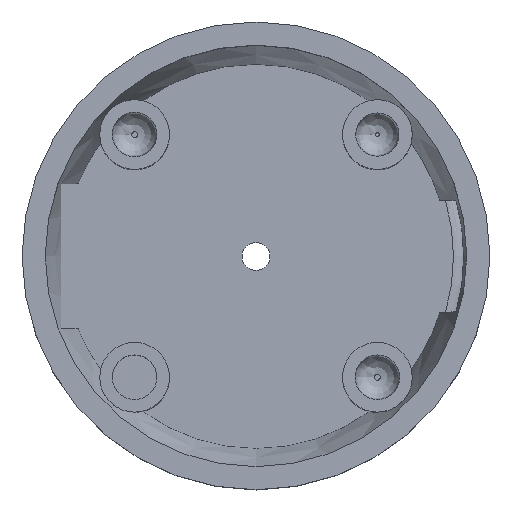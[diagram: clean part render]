
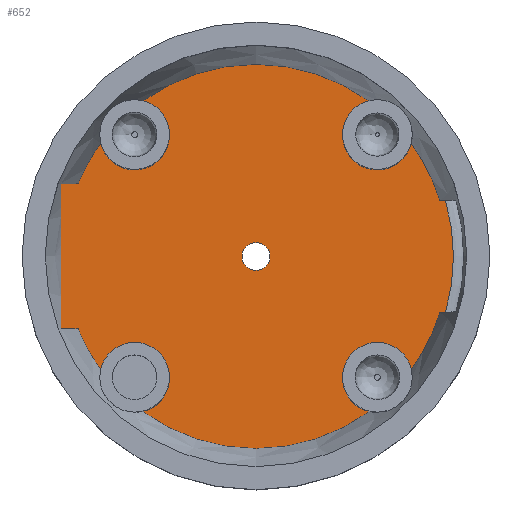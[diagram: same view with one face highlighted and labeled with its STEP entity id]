
A CAD part, top view. The second image highlights one B-rep face of the part: STEP entity #652.
In plain terms, the highlighted planar face has unit normal (0, 0.003, 1).
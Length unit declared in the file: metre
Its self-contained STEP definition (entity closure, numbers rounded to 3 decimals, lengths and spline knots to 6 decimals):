
#22=FACE_BOUND('',#118,.T.);
#43=PLANE('',#740);
#75=FACE_OUTER_BOUND('',#117,.T.);
#117=EDGE_LOOP('',(#552,#553,#554,#555,#556,#557,#558,#559,#560,#561,#562,
#563,#564,#565,#566,#567,#568,#569));
#118=EDGE_LOOP('',(#570));
#162=LINE('',#1146,#194);
#165=LINE('',#1188,#197);
#174=LINE('',#1260,#206);
#176=LINE('',#1264,#208);
#178=LINE('',#1267,#210);
#194=VECTOR('',#826,0.000507);
#197=VECTOR('',#831,0.000507);
#206=VECTOR('',#904,0.001568);
#208=VECTOR('',#908,0.001568);
#210=VECTOR('',#912,0.013208);
#215=CIRCLE('',#685,0.003175);
#217=CIRCLE('',#688,0.003175);
#219=CIRCLE('',#691,0.003175);
#220=CIRCLE('',#692,0.003175);
#222=CIRCLE('',#695,0.003175);
#223=CIRCLE('',#696,0.003175);
#224=CIRCLE('',#698,0.017506);
#227=CIRCLE('',#702,0.017506);
#243=CIRCLE('',#724,0.017506);
#244=CIRCLE('',#727,0.017506);
#245=CIRCLE('',#729,0.017506);
#246=CIRCLE('',#731,0.017506);
#248=CIRCLE('',#735,0.00127);
#249=CIRCLE('',#741,0.017992);
#266=VERTEX_POINT('',#1003);
#267=VERTEX_POINT('',#1005);
#272=VERTEX_POINT('',#1027);
#273=VERTEX_POINT('',#1029);
#276=VERTEX_POINT('',#1060);
#277=VERTEX_POINT('',#1062);
#280=VERTEX_POINT('',#1093);
#282=VERTEX_POINT('',#1099);
#283=VERTEX_POINT('',#1101);
#286=VERTEX_POINT('',#1132);
#288=VERTEX_POINT('',#1144);
#289=VERTEX_POINT('',#1145);
#296=VERTEX_POINT('',#1176);
#297=VERTEX_POINT('',#1187);
#311=VERTEX_POINT('',#1243);
#312=VERTEX_POINT('',#1247);
#314=VERTEX_POINT('',#1254);
#315=VERTEX_POINT('',#1259);
#316=VERTEX_POINT('',#1263);
#331=EDGE_CURVE('',#266,#267,#215,.T.);
#338=EDGE_CURVE('',#272,#273,#217,.T.);
#343=EDGE_CURVE('',#276,#277,#219,.T.);
#347=EDGE_CURVE('',#280,#276,#220,.T.);
#350=EDGE_CURVE('',#282,#283,#222,.T.);
#354=EDGE_CURVE('',#286,#282,#223,.T.);
#355=EDGE_CURVE('',#272,#267,#224,.T.);
#358=EDGE_CURVE('',#280,#283,#227,.T.);
#360=EDGE_CURVE('',#288,#289,#162,.T.);
#368=EDGE_CURVE('',#296,#297,#165,.T.);
#392=EDGE_CURVE('',#289,#273,#243,.T.);
#393=EDGE_CURVE('',#286,#297,#244,.T.);
#395=EDGE_CURVE('',#266,#311,#245,.T.);
#396=EDGE_CURVE('',#312,#277,#246,.T.);
#400=EDGE_CURVE('',#314,#314,#248,.T.);
#401=EDGE_CURVE('',#311,#315,#174,.T.);
#403=EDGE_CURVE('',#312,#316,#176,.T.);
#405=EDGE_CURVE('',#315,#316,#178,.T.);
#406=EDGE_CURVE('',#296,#288,#249,.T.);
#552=ORIENTED_EDGE('',*,*,#368,.F.);
#553=ORIENTED_EDGE('',*,*,#406,.T.);
#554=ORIENTED_EDGE('',*,*,#360,.T.);
#555=ORIENTED_EDGE('',*,*,#392,.T.);
#556=ORIENTED_EDGE('',*,*,#338,.F.);
#557=ORIENTED_EDGE('',*,*,#355,.T.);
#558=ORIENTED_EDGE('',*,*,#331,.F.);
#559=ORIENTED_EDGE('',*,*,#395,.T.);
#560=ORIENTED_EDGE('',*,*,#401,.T.);
#561=ORIENTED_EDGE('',*,*,#405,.T.);
#562=ORIENTED_EDGE('',*,*,#403,.F.);
#563=ORIENTED_EDGE('',*,*,#396,.T.);
#564=ORIENTED_EDGE('',*,*,#343,.F.);
#565=ORIENTED_EDGE('',*,*,#347,.F.);
#566=ORIENTED_EDGE('',*,*,#358,.T.);
#567=ORIENTED_EDGE('',*,*,#350,.F.);
#568=ORIENTED_EDGE('',*,*,#354,.F.);
#569=ORIENTED_EDGE('',*,*,#393,.T.);
#570=ORIENTED_EDGE('',*,*,#400,.F.);
#652=ADVANCED_FACE('',(#75,#22),#43,.T.);
#685=AXIS2_PLACEMENT_3D('',#1006,#776,#777);
#688=AXIS2_PLACEMENT_3D('',#1030,#785,#786);
#691=AXIS2_PLACEMENT_3D('',#1063,#793,#794);
#692=AXIS2_PLACEMENT_3D('',#1095,#797,#798);
#695=AXIS2_PLACEMENT_3D('',#1102,#804,#805);
#696=AXIS2_PLACEMENT_3D('',#1134,#808,#809);
#698=AXIS2_PLACEMENT_3D('',#1136,#812,#813);
#702=AXIS2_PLACEMENT_3D('',#1141,#820,#821);
#724=AXIS2_PLACEMENT_3D('',#1238,#873,#874);
#727=AXIS2_PLACEMENT_3D('',#1241,#879,#880);
#729=AXIS2_PLACEMENT_3D('',#1245,#884,#885);
#731=AXIS2_PLACEMENT_3D('',#1248,#888,#889);
#735=AXIS2_PLACEMENT_3D('',#1256,#898,#899);
#740=AXIS2_PLACEMENT_3D('',#1268,#913,#914);
#741=AXIS2_PLACEMENT_3D('',#1269,#915,#916);
#776=DIRECTION('center_axis',(0.,0.003,1.));
#777=DIRECTION('ref_axis',(0.,-1.,0.003));
#785=DIRECTION('center_axis',(0.,0.003,1.));
#786=DIRECTION('ref_axis',(0.,-1.,0.003));
#793=DIRECTION('center_axis',(0.,0.003,1.));
#794=DIRECTION('ref_axis',(0.,-1.,0.003));
#797=DIRECTION('center_axis',(0.,0.003,1.));
#798=DIRECTION('ref_axis',(0.,-1.,0.003));
#804=DIRECTION('center_axis',(0.,0.003,1.));
#805=DIRECTION('ref_axis',(0.,-1.,0.003));
#808=DIRECTION('center_axis',(0.,0.003,1.));
#809=DIRECTION('ref_axis',(0.,-1.,0.003));
#812=DIRECTION('center_axis',(0.,0.003,1.));
#813=DIRECTION('ref_axis',(0.,-1.,0.003));
#820=DIRECTION('center_axis',(0.,0.003,1.));
#821=DIRECTION('ref_axis',(0.,-1.,0.003));
#826=DIRECTION('',(-1.,0.,0.));
#831=DIRECTION('',(-1.,0.,0.));
#873=DIRECTION('center_axis',(0.,0.003,1.));
#874=DIRECTION('ref_axis',(0.,-1.,0.003));
#879=DIRECTION('center_axis',(0.,0.003,1.));
#880=DIRECTION('ref_axis',(0.,-1.,0.003));
#884=DIRECTION('center_axis',(0.,0.003,1.));
#885=DIRECTION('ref_axis',(0.,-1.,0.003));
#888=DIRECTION('center_axis',(0.,0.003,1.));
#889=DIRECTION('ref_axis',(0.,-1.,0.003));
#898=DIRECTION('center_axis',(0.,0.003,1.));
#899=DIRECTION('ref_axis',(0.,-1.,0.003));
#904=DIRECTION('',(-1.,0.,0.));
#908=DIRECTION('',(-1.,0.,0.));
#912=DIRECTION('',(0.,-1.,0.003));
#913=DIRECTION('center_axis',(0.,0.003,1.));
#914=DIRECTION('ref_axis',(1.,0.,0.));
#915=DIRECTION('center_axis',(0.,0.003,1.));
#916=DIRECTION('ref_axis',(0.,-1.,0.003));
#1003=CARTESIAN_POINT('',(-0.002715,0.010255,0.415858));
#1005=CARTESIAN_POINT('',(0.001116,0.014085,0.415845));
#1006=CARTESIAN_POINT('Origin',(0.000372,0.010999,
0.415855));
#1027=CARTESIAN_POINT('',(0.021744,0.014085,0.415845));
#1029=CARTESIAN_POINT('',(0.025575,0.010255,0.415858));
#1030=CARTESIAN_POINT('Origin',(0.022488,0.010999,0.415855));
#1060=CARTESIAN_POINT('',(0.000372,-0.007942,0.41592));
#1062=CARTESIAN_POINT('',(-0.002715,-0.010373,0.415929));
#1063=CARTESIAN_POINT('Origin',(0.000372,-0.011117,
0.415931));
#1093=CARTESIAN_POINT('',(0.001116,-0.014204,0.415942));
#1095=CARTESIAN_POINT('Origin',(0.000372,-0.011117,
0.415931));
#1099=CARTESIAN_POINT('',(0.022488,-0.007942,0.41592));
#1101=CARTESIAN_POINT('',(0.021744,-0.014204,0.415942));
#1102=CARTESIAN_POINT('Origin',(0.022488,-0.011117,
0.415931));
#1132=CARTESIAN_POINT('',(0.025575,-0.010373,0.415929));
#1134=CARTESIAN_POINT('Origin',(0.022488,-0.011117,
0.415931));
#1136=CARTESIAN_POINT('Origin',(0.01143,-0.000059,0.415893));
#1141=CARTESIAN_POINT('Origin',(0.01143,-0.000059,0.415893));
#1144=CARTESIAN_POINT('',(0.02869,0.005021,0.415876));
#1145=CARTESIAN_POINT('',(0.028182,0.005021,0.415876));
#1146=CARTESIAN_POINT('',(0.02869,0.005021,0.415876));
#1176=CARTESIAN_POINT('',(0.02869,-0.005139,0.415911));
#1187=CARTESIAN_POINT('',(0.028182,-0.005139,0.415911));
#1188=CARTESIAN_POINT('',(0.02869,-0.005139,0.415911));
#1238=CARTESIAN_POINT('Origin',(0.01143,-0.000059,0.415893));
#1241=CARTESIAN_POINT('Origin',(0.01143,-0.000059,0.415893));
#1243=CARTESIAN_POINT('',(-0.004782,0.006545,0.415871));
#1245=CARTESIAN_POINT('Origin',(0.01143,-0.000059,0.415893));
#1247=CARTESIAN_POINT('',(-0.004782,-0.006663,0.415916));
#1248=CARTESIAN_POINT('Origin',(0.01143,-0.000059,0.415893));
#1254=CARTESIAN_POINT('',(0.01143,0.001211,0.415889));
#1256=CARTESIAN_POINT('Origin',(0.01143,-0.000059,0.415893));
#1259=CARTESIAN_POINT('',(-0.00635,0.006545,0.415871));
#1260=CARTESIAN_POINT('',(-0.004782,0.006545,0.415871));
#1263=CARTESIAN_POINT('',(-0.00635,-0.006663,0.415916));
#1264=CARTESIAN_POINT('',(-0.004782,-0.006663,0.415916));
#1267=CARTESIAN_POINT('',(-0.00635,0.006545,0.415871));
#1268=CARTESIAN_POINT('Origin',(0.01143,-0.000059,0.415893));
#1269=CARTESIAN_POINT('Origin',(0.01143,-0.000059,0.415893));
